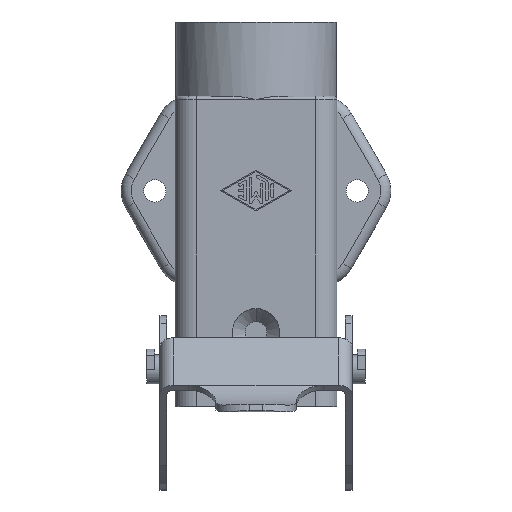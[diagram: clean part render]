
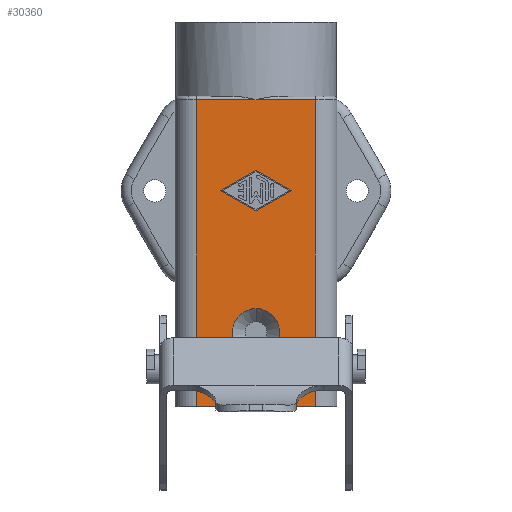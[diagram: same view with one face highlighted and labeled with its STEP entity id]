
A CAD part, top view. The second image highlights one B-rep face of the part: STEP entity #30360.
In plain terms, the highlighted face is planar.
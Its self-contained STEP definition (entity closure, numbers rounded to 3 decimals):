
#1170=CARTESIAN_POINT('',(0.2,27.8,0.));
#1180=VERTEX_POINT('',#1170);
#1210=CARTESIAN_POINT('',(-3.,27.8,0.));
#1220=DIRECTION('',(1.,0.,0.));
#1230=VECTOR('',#1220,1.);
#1240=LINE('',#1210,#1230);
#1250=CARTESIAN_POINT('',(17.8,27.8,0.));
#1260=VERTEX_POINT('',#1250);
#1270=EDGE_CURVE('',#1180,#1260,#1240,.T.);
#4920=CARTESIAN_POINT('',(9.,27.8,-45.5));
#4930=VERTEX_POINT('',#4920);
#5110=CARTESIAN_POINT('',(17.8,27.8,-45.5));
#5120=VERTEX_POINT('',#5110);
#5150=CARTESIAN_POINT('',(0.,27.8,-45.5));
#5160=DIRECTION('',(1.,0.,0.));
#5170=VECTOR('',#5160,1.);
#5180=LINE('',#5150,#5170);
#5190=EDGE_CURVE('',#4930,#5120,#5180,.T.);
#7890=CARTESIAN_POINT('',(0.2,27.8,-45.5));
#7900=VERTEX_POINT('',#7890);
#7910=EDGE_CURVE('',#7900,#4930,#5180,.T.);
#29290=CARTESIAN_POINT('',(-3.,27.8,0.));
#29300=DIRECTION('',(-0.,-1.,-0.));
#29310=DIRECTION('',(-1.,0.,0.));
#29320=AXIS2_PLACEMENT_3D('',#29290,#29300,#29310);
#29330=PLANE('',#29320);
#29340=ORIENTED_EDGE('',*,*,#1270,.T.);
#29350=CARTESIAN_POINT('',(0.2,27.8,0.));
#29360=DIRECTION('',(0.,0.,-1.));
#29370=VECTOR('',#29360,1.);
#29380=LINE('',#29350,#29370);
#29390=EDGE_CURVE('',#1180,#7900,#29380,.T.);
#29400=ORIENTED_EDGE('',*,*,#29390,.F.);
#29410=ORIENTED_EDGE('',*,*,#7910,.F.);
#29420=ORIENTED_EDGE('',*,*,#5190,.F.);
#29430=CARTESIAN_POINT('',(17.8,27.8,0.));
#29440=DIRECTION('',(0.,0.,-1.));
#29450=VECTOR('',#29440,1.);
#29460=LINE('',#29430,#29450);
#29470=EDGE_CURVE('',#1260,#5120,#29460,.T.);
#29480=ORIENTED_EDGE('',*,*,#29470,.T.);
#29490=EDGE_LOOP('',(#29480,#29420,#29410,#29400,#29340));
#29500=FACE_OUTER_BOUND('',#29490,.T.);
#29510=CARTESIAN_POINT('',(9.,27.8,-11.));
#29520=DIRECTION('',(0.,-1.,0.));
#29530=DIRECTION('',(0.,0.,1.));
#29540=AXIS2_PLACEMENT_3D('',#29510,#29520,#29530);
#29550=CIRCLE('',#29540,3.5);
#29560=CARTESIAN_POINT('',(9.,27.8,-7.5));
#29570=VERTEX_POINT('',#29560);
#29580=CARTESIAN_POINT('',(9.,27.8,-14.5));
#29590=VERTEX_POINT('',#29580);
#29600=EDGE_CURVE('',#29570,#29590,#29550,.T.);
#29610=ORIENTED_EDGE('',*,*,#29600,.T.);
#29620=EDGE_CURVE('',#29590,#29570,#29550,.T.);
#29630=ORIENTED_EDGE('',*,*,#29620,.T.);
#29640=EDGE_LOOP('',(#29630,#29610));
#29650=FACE_BOUND('',#29640,.T.);
#29660=CARTESIAN_POINT('',(14.1,27.8,-32.));
#29670=DIRECTION('',(0.,1.,0.));
#29680=DIRECTION('',(-1.,0.,0.));
#29690=AXIS2_PLACEMENT_3D('',#29660,#29670,#29680);
#29700=CIRCLE('',#29690,0.1);
#29710=CARTESIAN_POINT('',(14.15,27.8,-31.913));
#29720=VERTEX_POINT('',#29710);
#29730=CARTESIAN_POINT('',(14.15,27.8,-32.087));
#29740=VERTEX_POINT('',#29730);
#29750=EDGE_CURVE('',#29720,#29740,#29700,.T.);
#29760=ORIENTED_EDGE('',*,*,#29750,.F.);
#29770=CARTESIAN_POINT('',(0.,27.8,-40.175));
#29780=DIRECTION('',(0.868,0.,0.496));
#29790=VECTOR('',#29780,1.);
#29800=LINE('',#29770,#29790);
#29810=CARTESIAN_POINT('',(9.099,27.8,-34.974));
#29820=VERTEX_POINT('',#29810);
#29830=EDGE_CURVE('',#29820,#29740,#29800,.T.);
#29840=ORIENTED_EDGE('',*,*,#29830,.T.);
#29850=CARTESIAN_POINT('',(9.,27.8,-34.8));
#29860=DIRECTION('',(0.,1.,0.));
#29870=DIRECTION('',(-1.,0.,0.));
#29880=AXIS2_PLACEMENT_3D('',#29850,#29860,#29870);
#29890=CIRCLE('',#29880,0.2);
#29900=CARTESIAN_POINT('',(8.901,27.8,-34.974));
#29910=VERTEX_POINT('',#29900);
#29920=EDGE_CURVE('',#29820,#29910,#29890,.T.);
#29930=ORIENTED_EDGE('',*,*,#29920,.F.);
#29940=CARTESIAN_POINT('',(0.,27.8,-29.886));
#29950=DIRECTION('',(0.868,0.,-0.496));
#29960=VECTOR('',#29950,1.);
#29970=LINE('',#29940,#29960);
#29980=CARTESIAN_POINT('',(3.85,27.8,-32.087));
#29990=VERTEX_POINT('',#29980);
#30000=EDGE_CURVE('',#29990,#29910,#29970,.T.);
#30010=ORIENTED_EDGE('',*,*,#30000,.T.);
#30020=CARTESIAN_POINT('',(3.9,27.8,-32.));
#30030=DIRECTION('',(0.,1.,0.));
#30040=DIRECTION('',(-1.,0.,0.));
#30050=AXIS2_PLACEMENT_3D('',#30020,#30030,#30040);
#30060=CIRCLE('',#30050,0.1);
#30070=CARTESIAN_POINT('',(3.85,27.8,-31.913));
#30080=VERTEX_POINT('',#30070);
#30090=EDGE_CURVE('',#29990,#30080,#30060,.T.);
#30100=ORIENTED_EDGE('',*,*,#30090,.F.);
#30110=CARTESIAN_POINT('',(0.,27.8,-34.114));
#30120=DIRECTION('',(-0.868,0.,-0.496));
#30130=VECTOR('',#30120,1.);
#30140=LINE('',#30110,#30130);
#30150=CARTESIAN_POINT('',(8.901,27.8,-29.026));
#30160=VERTEX_POINT('',#30150);
#30170=EDGE_CURVE('',#30160,#30080,#30140,.T.);
#30180=ORIENTED_EDGE('',*,*,#30170,.T.);
#30190=CARTESIAN_POINT('',(9.,27.8,-29.2));
#30200=DIRECTION('',(0.,1.,0.));
#30210=DIRECTION('',(-1.,0.,0.));
#30220=AXIS2_PLACEMENT_3D('',#30190,#30200,#30210);
#30230=CIRCLE('',#30220,0.2);
#30240=CARTESIAN_POINT('',(9.099,27.8,-29.026));
#30250=VERTEX_POINT('',#30240);
#30260=EDGE_CURVE('',#30160,#30250,#30230,.T.);
#30270=ORIENTED_EDGE('',*,*,#30260,.F.);
#30280=CARTESIAN_POINT('',(0.,27.8,-23.825));
#30290=DIRECTION('',(-0.868,0.,0.496));
#30300=VECTOR('',#30290,1.);
#30310=LINE('',#30280,#30300);
#30320=EDGE_CURVE('',#29720,#30250,#30310,.T.);
#30330=ORIENTED_EDGE('',*,*,#30320,.T.);
#30340=EDGE_LOOP('',(#30330,#30270,#30180,#30100,#30010,#29930,#29840,
#29760));
#30350=FACE_BOUND('',#30340,.T.);
#30360=ADVANCED_FACE('',(#29500,#29650,#30350),#29330,.F.);
